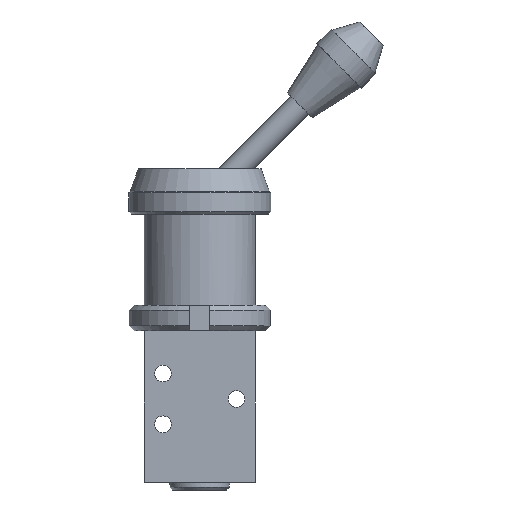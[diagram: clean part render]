
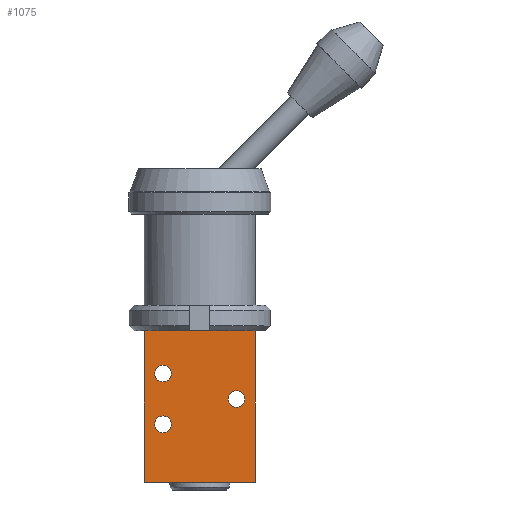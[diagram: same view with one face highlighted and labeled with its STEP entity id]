
A CAD part, front view. The second image highlights one B-rep face of the part: STEP entity #1075.
In plain terms, the highlighted planar face has unit normal (0, -1, 0).
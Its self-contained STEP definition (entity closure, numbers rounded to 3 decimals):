
#56=FACE_BOUND('',#362,.T.);
#57=FACE_BOUND('',#363,.T.);
#58=FACE_BOUND('',#364,.T.);
#59=FACE_BOUND('',#365,.T.);
#105=LINE('',#1711,#161);
#107=LINE('',#1721,#163);
#108=LINE('',#1723,#164);
#109=LINE('',#1725,#165);
#110=LINE('',#1727,#166);
#111=LINE('',#1728,#167);
#161=VECTOR('',#1361,30.);
#163=VECTOR('',#1371,1.78);
#164=VECTOR('',#1372,18.439);
#165=VECTOR('',#1373,1.78);
#166=VECTOR('',#1374,30.);
#167=VECTOR('',#1375,22.);
#215=PLANE('',#1173);
#362=EDGE_LOOP('',(#814));
#363=EDGE_LOOP('',(#815));
#364=EDGE_LOOP('',(#816));
#365=EDGE_LOOP('',(#817,#818,#819,#820,#821,#822));
#470=CIRCLE('',#1174,1.65);
#471=CIRCLE('',#1175,1.65);
#472=CIRCLE('',#1176,1.65);
#560=VERTEX_POINT('',#1708);
#561=VERTEX_POINT('',#1710);
#562=VERTEX_POINT('',#1714);
#563=VERTEX_POINT('',#1716);
#564=VERTEX_POINT('',#1718);
#565=VERTEX_POINT('',#1720);
#566=VERTEX_POINT('',#1722);
#567=VERTEX_POINT('',#1724);
#568=VERTEX_POINT('',#1726);
#665=EDGE_CURVE('',#560,#561,#105,.T.);
#667=EDGE_CURVE('',#562,#562,#470,.T.);
#668=EDGE_CURVE('',#563,#563,#471,.T.);
#669=EDGE_CURVE('',#564,#564,#472,.T.);
#670=EDGE_CURVE('',#560,#565,#107,.T.);
#671=EDGE_CURVE('',#565,#566,#108,.T.);
#672=EDGE_CURVE('',#566,#567,#109,.T.);
#673=EDGE_CURVE('',#567,#568,#110,.T.);
#674=EDGE_CURVE('',#568,#561,#111,.T.);
#814=ORIENTED_EDGE('',*,*,#667,.T.);
#815=ORIENTED_EDGE('',*,*,#668,.T.);
#816=ORIENTED_EDGE('',*,*,#669,.T.);
#817=ORIENTED_EDGE('',*,*,#670,.T.);
#818=ORIENTED_EDGE('',*,*,#671,.T.);
#819=ORIENTED_EDGE('',*,*,#672,.T.);
#820=ORIENTED_EDGE('',*,*,#673,.T.);
#821=ORIENTED_EDGE('',*,*,#674,.T.);
#822=ORIENTED_EDGE('',*,*,#665,.F.);
#1075=ADVANCED_FACE('',(#56,#57,#58,#59),#215,.T.);
#1173=AXIS2_PLACEMENT_3D('',#1713,#1363,#1364);
#1174=AXIS2_PLACEMENT_3D('',#1715,#1365,#1366);
#1175=AXIS2_PLACEMENT_3D('',#1717,#1367,#1368);
#1176=AXIS2_PLACEMENT_3D('',#1719,#1369,#1370);
#1361=DIRECTION('',(0.,0.,-1.));
#1363=DIRECTION('center_axis',(0.,-1.,0.));
#1364=DIRECTION('ref_axis',(0.,0.,-1.));
#1365=DIRECTION('center_axis',(0.,1.,0.));
#1366=DIRECTION('ref_axis',(-1.,0.,0.));
#1367=DIRECTION('center_axis',(0.,1.,0.));
#1368=DIRECTION('ref_axis',(-1.,0.,0.));
#1369=DIRECTION('center_axis',(0.,1.,0.));
#1370=DIRECTION('ref_axis',(-1.,0.,0.));
#1371=DIRECTION('',(-1.,0.,0.));
#1372=DIRECTION('',(-1.,0.,0.));
#1373=DIRECTION('',(-1.,0.,0.));
#1374=DIRECTION('',(0.,0.,-1.));
#1375=DIRECTION('',(1.,0.,0.));
#1708=CARTESIAN_POINT('',(11.,-6.,15.));
#1710=CARTESIAN_POINT('',(11.,-6.,-15.));
#1711=CARTESIAN_POINT('',(11.,-6.,0.));
#1713=CARTESIAN_POINT('Origin',(11.,-6.,0.));
#1714=CARTESIAN_POINT('',(-5.6,-6.,-3.5));
#1715=CARTESIAN_POINT('Origin',(-7.25,-6.,-3.5));
#1716=CARTESIAN_POINT('',(-5.6,-6.,6.5));
#1717=CARTESIAN_POINT('Origin',(-7.25,-6.,6.5));
#1718=CARTESIAN_POINT('',(8.9,-6.,1.5));
#1719=CARTESIAN_POINT('Origin',(7.25,-6.,1.5));
#1720=CARTESIAN_POINT('',(9.22,-6.,15.));
#1721=CARTESIAN_POINT('',(11.,-6.,15.));
#1722=CARTESIAN_POINT('',(-9.22,-6.,15.));
#1723=CARTESIAN_POINT('',(11.,-6.,15.));
#1724=CARTESIAN_POINT('',(-11.,-6.,15.));
#1725=CARTESIAN_POINT('',(11.,-6.,15.));
#1726=CARTESIAN_POINT('',(-11.,-6.,-15.));
#1727=CARTESIAN_POINT('',(-11.,-6.,0.));
#1728=CARTESIAN_POINT('',(11.,-6.,-15.));
